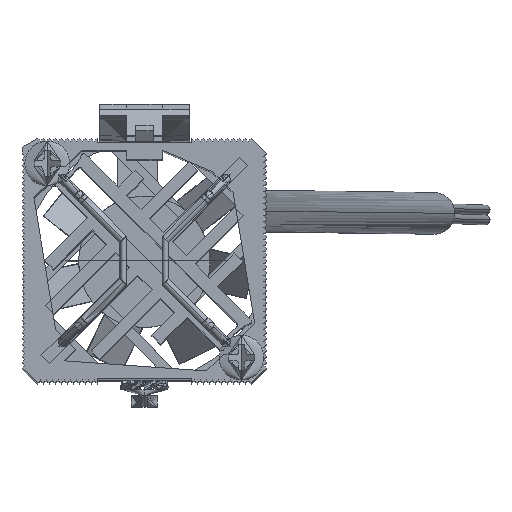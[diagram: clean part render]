
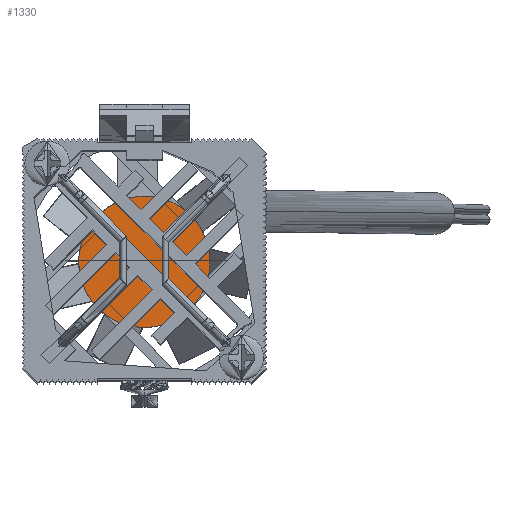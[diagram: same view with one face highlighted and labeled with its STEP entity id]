
A CAD part, top view. The second image highlights one B-rep face of the part: STEP entity #1330.
In plain terms, the highlighted planar face has unit normal (0, 0, 1).
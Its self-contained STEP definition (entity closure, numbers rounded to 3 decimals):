
#846=PLANE($,#12892);
#1330=ADVANCED_FACE($,(#2149),#846,.T.);
#2149=FACE_OUTER_BOUND($,#2968,.T.);
#2968=EDGE_LOOP($,(#4324,#4325));
#4324=ORIENTED_EDGE($,*,*,#7934,.T.);
#4325=ORIENTED_EDGE($,*,*,#7938,.T.);
#7934=EDGE_CURVE($,#9793,#9795,#11690,.T.);
#7938=EDGE_CURVE($,#9795,#9793,#11692,.T.);
#9793=VERTEX_POINT($,#17774);
#9795=VERTEX_POINT($,#17776);
#11690=(
BOUNDED_CURVE()
B_SPLINE_CURVE(2,(#17728,#17729,#17730,#17731,#17732),.UNSPECIFIED.,.F.,
.F.)
B_SPLINE_CURVE_WITH_KNOTS((3,2,3),(0.,17.279,34.558),
.UNSPECIFIED.)
CURVE()
GEOMETRIC_REPRESENTATION_ITEM()
RATIONAL_B_SPLINE_CURVE((1.,0.707,1.,0.707,1.))
REPRESENTATION_ITEM($)
);
#11692=(
BOUNDED_CURVE()
B_SPLINE_CURVE(2,(#17742,#17743,#17744,#17745,#17746),.UNSPECIFIED.,.F.,
.F.)
B_SPLINE_CURVE_WITH_KNOTS((3,2,3),(34.558,51.836,69.115),
.UNSPECIFIED.)
CURVE()
GEOMETRIC_REPRESENTATION_ITEM()
RATIONAL_B_SPLINE_CURVE((1.,0.707,1.,0.707,1.))
REPRESENTATION_ITEM($)
);
#12892=AXIS2_PLACEMENT_3D($,#17752,#13111,$);
#13111=DIRECTION($,(0.,0.,1.));
#17728=CARTESIAN_POINT($,(98.2,22.9,11.));
#17729=CARTESIAN_POINT($,(98.2,33.9,11.));
#17730=CARTESIAN_POINT($,(87.2,33.9,11.));
#17731=CARTESIAN_POINT($,(76.2,33.9,11.));
#17732=CARTESIAN_POINT($,(76.2,22.9,11.));
#17742=CARTESIAN_POINT($,(76.2,22.9,11.));
#17743=CARTESIAN_POINT($,(76.2,11.9,11.));
#17744=CARTESIAN_POINT($,(87.2,11.9,11.));
#17745=CARTESIAN_POINT($,(98.2,11.9,11.));
#17746=CARTESIAN_POINT($,(98.2,22.9,11.));
#17752=CARTESIAN_POINT($,(76.2,11.9,11.));
#17774=CARTESIAN_POINT($,(98.2,22.9,11.));
#17776=CARTESIAN_POINT($,(76.2,22.9,11.));
